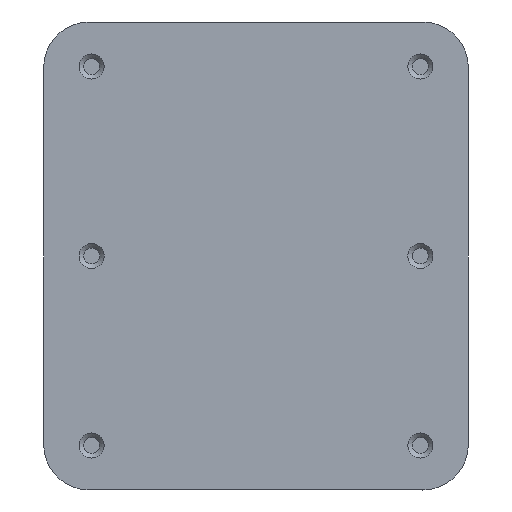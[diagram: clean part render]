
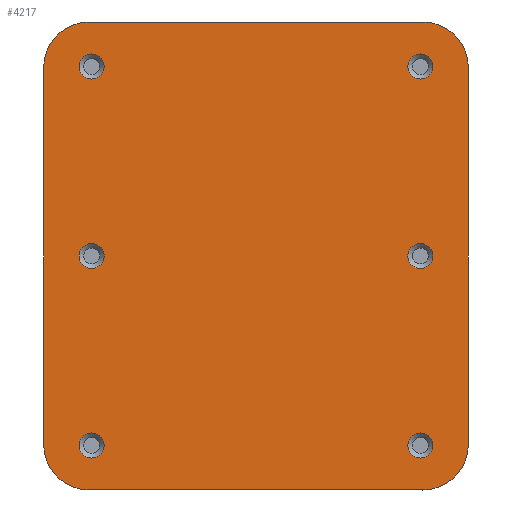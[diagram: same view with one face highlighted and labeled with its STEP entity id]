
A CAD part, front view. The second image highlights one B-rep face of the part: STEP entity #4217.
In plain terms, the highlighted planar face has unit normal (0, -1, 0).
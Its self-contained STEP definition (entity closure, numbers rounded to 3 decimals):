
#13 = CARTESIAN_POINT ( 'NONE',  ( 54., 51.566, -38.75 ) ) ;
#372 = ORIENTED_EDGE ( 'NONE', *, *, #20573, .T. ) ;
#449 = DIRECTION ( 'NONE',  ( 0., 0., 1. ) ) ;
#458 = CARTESIAN_POINT ( 'NONE',  ( 53.5, 51.566, -51.25 ) ) ;
#490 = CIRCLE ( 'NONE', #32274, 10. ) ;
#645 = CARTESIAN_POINT ( 'NONE',  ( 53.5, 51.566, 41.25 ) ) ;
#661 = EDGE_CURVE ( 'NONE', #3653, #16275, #490, .T. ) ;
#1074 = CIRCLE ( 'NONE', #29442, 2.75 ) ;
#1144 = AXIS2_PLACEMENT_3D ( 'NONE', #19161, #3870, #21723 ) ;
#1381 = CARTESIAN_POINT ( 'NONE',  ( 126., 51.566, 41.5 ) ) ;
#1406 = VERTEX_POINT ( 'NONE', #4177 ) ;
#1415 = VERTEX_POINT ( 'NONE', #22046 ) ;
#1485 = EDGE_LOOP ( 'NONE', ( #5315, #25578, #15302, #372, #4057, #4968, #2822, #3895 ) ) ;
#1827 = VERTEX_POINT ( 'NONE', #27936 ) ;
#1906 = VERTEX_POINT ( 'NONE', #4358 ) ;
#2076 = CIRCLE ( 'NONE', #3308, 10. ) ;
#2299 = FACE_BOUND ( 'NONE', #18015, .T. ) ;
#2661 = DIRECTION ( 'NONE',  ( 0., 0., -1. ) ) ;
#2822 = ORIENTED_EDGE ( 'NONE', *, *, #28913, .T. ) ;
#2916 = DIRECTION ( 'NONE',  ( -1., 0., 0. ) ) ;
#2919 = CARTESIAN_POINT ( 'NONE',  ( 53.5, 51.566, -41.25 ) ) ;
#3215 = DIRECTION ( 'NONE',  ( 0., 0., -1. ) ) ;
#3308 = AXIS2_PLACEMENT_3D ( 'NONE', #2919, #20783, #5460 ) ;
#3546 = CARTESIAN_POINT ( 'NONE',  ( 126., 51.566, -41.5 ) ) ;
#3653 = VERTEX_POINT ( 'NONE', #24562 ) ;
#3683 = CARTESIAN_POINT ( 'NONE',  ( 54., 51.566, -41.5 ) ) ;
#3854 = EDGE_CURVE ( 'NONE', #1827, #1827, #23112, .T. ) ;
#3870 = DIRECTION ( 'NONE',  ( 0., -1., 0. ) ) ;
#3895 = ORIENTED_EDGE ( 'NONE', *, *, #21315, .T. ) ;
#3912 = CIRCLE ( 'NONE', #7783, 10. ) ;
#3971 = DIRECTION ( 'NONE',  ( 0., 0., 1. ) ) ;
#4057 = ORIENTED_EDGE ( 'NONE', *, *, #20025, .T. ) ;
#4177 = CARTESIAN_POINT ( 'NONE',  ( 53.5, 51.566, 51.25 ) ) ;
#4217 = ADVANCED_FACE ( 'NONE', ( #2299, #15896, #22687, #28701, #21885, #15093, #8280 ), #22745, .F. ) ;
#4358 = CARTESIAN_POINT ( 'NONE',  ( 43.5, 51.566, 41.25 ) ) ;
#4942 = LINE ( 'NONE', #23281, #10937 ) ;
#4968 = ORIENTED_EDGE ( 'NONE', *, *, #24657, .T. ) ;
#4976 = CARTESIAN_POINT ( 'NONE',  ( 43.5, 51.566, -51.25 ) ) ;
#5024 = CARTESIAN_POINT ( 'NONE',  ( 126., 51.566, -38.75 ) ) ;
#5315 = ORIENTED_EDGE ( 'NONE', *, *, #19488, .F. ) ;
#5460 = DIRECTION ( 'NONE',  ( 0., 0., 1. ) ) ;
#6074 = DIRECTION ( 'NONE',  ( 0., 0., 1. ) ) ;
#6189 = DIRECTION ( 'NONE',  ( 0., 0., 1. ) ) ;
#6369 = CIRCLE ( 'NONE', #21172, 2.75 ) ;
#6648 = EDGE_LOOP ( 'NONE', ( #32769 ) ) ;
#7532 = DIRECTION ( 'NONE',  ( 0., 0., 1. ) ) ;
#7783 = AXIS2_PLACEMENT_3D ( 'NONE', #645, #18509, #3215 ) ;
#8001 = VECTOR ( 'NONE', #15823, 1000. ) ;
#8098 = CARTESIAN_POINT ( 'NONE',  ( 136.5, 51.566, 0. ) ) ;
#8146 = CARTESIAN_POINT ( 'NONE',  ( 54., 51.566, 0. ) ) ;
#8280 = FACE_OUTER_BOUND ( 'NONE', #1485, .T. ) ;
#8498 = CARTESIAN_POINT ( 'NONE',  ( 126., 51.566, 0. ) ) ;
#8812 = LINE ( 'NONE', #8098, #8001 ) ;
#9144 = EDGE_CURVE ( 'NONE', #28210, #28210, #26167, .T. ) ;
#9485 = EDGE_LOOP ( 'NONE', ( #25679 ) ) ;
#10485 = CIRCLE ( 'NONE', #1144, 10. ) ;
#10526 = DIRECTION ( 'NONE',  ( -1., 0., 0. ) ) ;
#10728 = DIRECTION ( 'NONE',  ( 0., 0., 1. ) ) ;
#10937 = VECTOR ( 'NONE', #10526, 1000. ) ;
#11059 = CARTESIAN_POINT ( 'NONE',  ( 126.5, 51.566, -41.25 ) ) ;
#11067 = DIRECTION ( 'NONE',  ( 0., 0., 1. ) ) ;
#11274 = CIRCLE ( 'NONE', #32670, 2.75 ) ;
#12297 = EDGE_LOOP ( 'NONE', ( #22509 ) ) ;
#12591 = CARTESIAN_POINT ( 'NONE',  ( 126., 51.566, 2.75 ) ) ;
#12737 = LINE ( 'NONE', #23107, #25569 ) ;
#12899 = VERTEX_POINT ( 'NONE', #458 ) ;
#13099 = EDGE_LOOP ( 'NONE', ( #26800 ) ) ;
#13646 = DIRECTION ( 'NONE',  ( 0., 0., -1. ) ) ;
#13798 = VERTEX_POINT ( 'NONE', #5024 ) ;
#13861 = AXIS2_PLACEMENT_3D ( 'NONE', #31066, #15744, #449 ) ;
#14114 = LINE ( 'NONE', #25821, #26918 ) ;
#14702 = EDGE_LOOP ( 'NONE', ( #23483 ) ) ;
#15093 = FACE_BOUND ( 'NONE', #6648, .T. ) ;
#15302 = ORIENTED_EDGE ( 'NONE', *, *, #22001, .F. ) ;
#15309 = CARTESIAN_POINT ( 'NONE',  ( 54., 51.566, 2.75 ) ) ;
#15744 = DIRECTION ( 'NONE',  ( 0., 1., 0. ) ) ;
#15823 = DIRECTION ( 'NONE',  ( 0., 0., -1. ) ) ;
#15896 = FACE_BOUND ( 'NONE', #14702, .T. ) ;
#16275 = VERTEX_POINT ( 'NONE', #27506 ) ;
#18015 = EDGE_LOOP ( 'NONE', ( #28505 ) ) ;
#18509 = DIRECTION ( 'NONE',  ( 0., -1., 0. ) ) ;
#19007 = VERTEX_POINT ( 'NONE', #13 ) ;
#19161 = CARTESIAN_POINT ( 'NONE',  ( 126.5, 51.566, 41.25 ) ) ;
#19258 = DIRECTION ( 'NONE',  ( 0., 1., 0. ) ) ;
#19488 = EDGE_CURVE ( 'NONE', #3653, #12899, #4942, .T. ) ;
#19891 = AXIS2_PLACEMENT_3D ( 'NONE', #3683, #21527, #6189 ) ;
#20025 = EDGE_CURVE ( 'NONE', #30608, #1406, #14114, .T. ) ;
#20517 = EDGE_CURVE ( 'NONE', #13798, #13798, #11274, .T. ) ;
#20573 = EDGE_CURVE ( 'NONE', #1415, #30608, #10485, .T. ) ;
#20783 = DIRECTION ( 'NONE',  ( 0., -1., 0. ) ) ;
#20805 = AXIS2_PLACEMENT_3D ( 'NONE', #8498, #26409, #11067 ) ;
#21172 = AXIS2_PLACEMENT_3D ( 'NONE', #8146, #26065, #10728 ) ;
#21315 = EDGE_CURVE ( 'NONE', #23682, #12899, #2076, .T. ) ;
#21393 = DIRECTION ( 'NONE',  ( 0., 1., 0. ) ) ;
#21527 = DIRECTION ( 'NONE',  ( 0., 1., 0. ) ) ;
#21723 = DIRECTION ( 'NONE',  ( 0., 0., 1. ) ) ;
#21885 = FACE_BOUND ( 'NONE', #9485, .T. ) ;
#22001 = EDGE_CURVE ( 'NONE', #1415, #16275, #8812, .T. ) ;
#22046 = CARTESIAN_POINT ( 'NONE',  ( 136.5, 51.566, 41.25 ) ) ;
#22509 = ORIENTED_EDGE ( 'NONE', *, *, #29111, .T. ) ;
#22687 = FACE_BOUND ( 'NONE', #12297, .T. ) ;
#22745 = PLANE ( 'NONE',  #25234 ) ;
#22860 = DIRECTION ( 'NONE',  ( 0., 1., 0. ) ) ;
#23107 = CARTESIAN_POINT ( 'NONE',  ( 43.5, 51.566, 0. ) ) ;
#23112 = CIRCLE ( 'NONE', #13861, 2.75 ) ;
#23281 = CARTESIAN_POINT ( 'NONE',  ( 90., 51.566, -51.25 ) ) ;
#23483 = ORIENTED_EDGE ( 'NONE', *, *, #28470, .T. ) ;
#23682 = VERTEX_POINT ( 'NONE', #29109 ) ;
#24562 = CARTESIAN_POINT ( 'NONE',  ( 126.5, 51.566, -51.25 ) ) ;
#24657 = EDGE_CURVE ( 'NONE', #1406, #1906, #3912, .T. ) ;
#25231 = EDGE_CURVE ( 'NONE', #26613, #26613, #1074, .T. ) ;
#25234 = AXIS2_PLACEMENT_3D ( 'NONE', #4976, #22860, #7532 ) ;
#25474 = CARTESIAN_POINT ( 'NONE',  ( 126., 51.566, 44.25 ) ) ;
#25569 = VECTOR ( 'NONE', #2661, 1000. ) ;
#25578 = ORIENTED_EDGE ( 'NONE', *, *, #661, .T. ) ;
#25679 = ORIENTED_EDGE ( 'NONE', *, *, #9144, .T. ) ;
#25804 = VERTEX_POINT ( 'NONE', #15309 ) ;
#25821 = CARTESIAN_POINT ( 'NONE',  ( 90., 51.566, 51.25 ) ) ;
#26065 = DIRECTION ( 'NONE',  ( 0., 1., 0. ) ) ;
#26167 = CIRCLE ( 'NONE', #20805, 2.75 ) ;
#26409 = DIRECTION ( 'NONE',  ( 0., 1., 0. ) ) ;
#26613 = VERTEX_POINT ( 'NONE', #25474 ) ;
#26800 = ORIENTED_EDGE ( 'NONE', *, *, #20517, .T. ) ;
#26918 = VECTOR ( 'NONE', #2916, 1000. ) ;
#27506 = CARTESIAN_POINT ( 'NONE',  ( 136.5, 51.566, -41.25 ) ) ;
#27936 = CARTESIAN_POINT ( 'NONE',  ( 54., 51.566, 44.25 ) ) ;
#28210 = VERTEX_POINT ( 'NONE', #12591 ) ;
#28470 = EDGE_CURVE ( 'NONE', #25804, #25804, #6369, .T. ) ;
#28505 = ORIENTED_EDGE ( 'NONE', *, *, #3854, .T. ) ;
#28701 = FACE_BOUND ( 'NONE', #13099, .T. ) ;
#28913 = EDGE_CURVE ( 'NONE', #1906, #23682, #12737, .T. ) ;
#28972 = DIRECTION ( 'NONE',  ( 0., -1., 0. ) ) ;
#29109 = CARTESIAN_POINT ( 'NONE',  ( 43.5, 51.566, -41.25 ) ) ;
#29111 = EDGE_CURVE ( 'NONE', #19007, #19007, #29175, .T. ) ;
#29175 = CIRCLE ( 'NONE', #19891, 2.75 ) ;
#29442 = AXIS2_PLACEMENT_3D ( 'NONE', #1381, #19258, #3971 ) ;
#30454 = CARTESIAN_POINT ( 'NONE',  ( 126.5, 51.566, 51.25 ) ) ;
#30608 = VERTEX_POINT ( 'NONE', #30454 ) ;
#31066 = CARTESIAN_POINT ( 'NONE',  ( 54., 51.566, 41.5 ) ) ;
#32274 = AXIS2_PLACEMENT_3D ( 'NONE', #11059, #28972, #13646 ) ;
#32670 = AXIS2_PLACEMENT_3D ( 'NONE', #3546, #21393, #6074 ) ;
#32769 = ORIENTED_EDGE ( 'NONE', *, *, #25231, .T. ) ;
